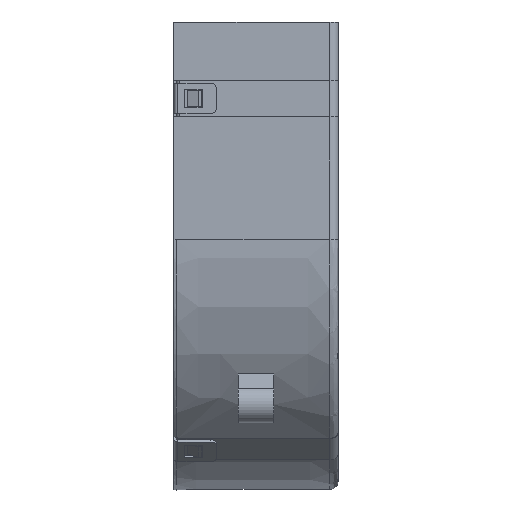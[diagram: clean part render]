
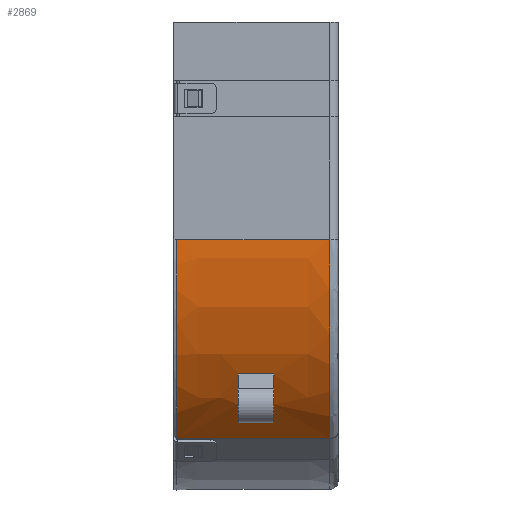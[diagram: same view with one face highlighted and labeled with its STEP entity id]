
A CAD part, left-side view. The second image highlights one B-rep face of the part: STEP entity #2869.
In plain terms, the highlighted face is a extrusion surface.
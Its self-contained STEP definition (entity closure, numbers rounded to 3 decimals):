
#23=CARTESIAN_POINT('',(-38.082,11.,-19.836));
#24=CARTESIAN_POINT('',(-37.334,11.,-21.215));
#25=CARTESIAN_POINT('',(-36.248,11.,-22.98));
#26=CARTESIAN_POINT('',(-35.028,11.,-24.65));
#27=CARTESIAN_POINT('',(-34.724,11.,-25.049));
#39=DIRECTION('',(0.,1.,0.));
#40=VECTOR('',#39,0.217);
#41=CARTESIAN_POINT('',(-29.277,27.283,-30.78));
#42=LINE('',#41,#40);
#43=CARTESIAN_POINT('',(-29.506,27.5,-30.587));
#44=CARTESIAN_POINT('',(-29.675,27.5,-30.443));
#45=CARTESIAN_POINT('',(-31.974,27.5,-28.447));
#46=CARTESIAN_POINT('',(-35.861,27.5,-24.01));
#47=CARTESIAN_POINT('',(-41.356,27.5,-14.051));
#48=CARTESIAN_POINT('',(-43.567,27.5,-4.543));
#49=CARTESIAN_POINT('',(-43.783,27.5,1.987));
#50=CARTESIAN_POINT('',(-43.783,27.5,3.024));
#52=CARTESIAN_POINT('',(-43.783,1.5,3.024));
#53=CARTESIAN_POINT('',(-43.783,1.5,1.987));
#54=CARTESIAN_POINT('',(-43.567,1.5,-4.543));
#55=CARTESIAN_POINT('',(-41.356,1.5,-14.051));
#56=CARTESIAN_POINT('',(-35.86,1.5,-24.01));
#57=CARTESIAN_POINT('',(-31.908,1.5,-28.523));
#58=CARTESIAN_POINT('',(-29.524,1.5,-30.573));
#59=CARTESIAN_POINT('',(-29.277,1.5,-30.78));
#61=DIRECTION('',(0.,1.,0.));
#62=VECTOR('',#61,25.783);
#63=CARTESIAN_POINT('',(-29.277,1.5,-30.78));
#64=LINE('',#63,#62);
#65=DIRECTION('',(0.,1.,0.));
#66=VECTOR('',#65,6.);
#67=CARTESIAN_POINT('',(-38.082,11.,-19.836));
#68=LINE('',#67,#66);
#69=DIRECTION('',(0.,-1.,0.));
#70=VECTOR('',#69,6.);
#71=CARTESIAN_POINT('',(-34.724,17.,-25.049));
#72=LINE('',#71,#70);
#114=CARTESIAN_POINT('',(-29.506,27.5,-30.587));
#115=CARTESIAN_POINT('',(-29.43,27.5,-30.651));
#116=CARTESIAN_POINT('',(-29.354,27.5,-30.716));
#117=CARTESIAN_POINT('',(-29.277,27.5,-30.78));
#379=DIRECTION('',(0.,1.,0.));
#380=VECTOR('',#379,26.);
#381=CARTESIAN_POINT('',(-43.783,1.5,3.024));
#382=LINE('',#381,#380);
#2209=CARTESIAN_POINT('',(-34.724,17.,-25.049));
#2210=CARTESIAN_POINT('',(-35.028,17.,-24.65));
#2211=CARTESIAN_POINT('',(-36.248,17.,-22.98));
#2212=CARTESIAN_POINT('',(-37.334,17.,-21.215));
#2213=CARTESIAN_POINT('',(-38.082,17.,-19.836));
#2469=CARTESIAN_POINT('',(-29.506,27.5,
-30.587));
#2470=VERTEX_POINT('',#2469);
#2471=VERTEX_POINT('',#117);
#2567=CARTESIAN_POINT('',(-43.783,1.5,3.024));
#2568=VERTEX_POINT('',#2567);
#2569=CARTESIAN_POINT('',(-43.783,27.5,3.024));
#2570=VERTEX_POINT('',#2569);
#2571=VERTEX_POINT('',#59);
#2572=CARTESIAN_POINT('',(-29.277,27.283,
-30.78));
#2573=VERTEX_POINT('',#2572);
#2574=VERTEX_POINT('',#23);
#2575=VERTEX_POINT('',#27);
#2576=CARTESIAN_POINT('',(-38.082,17.,-19.836));
#2577=VERTEX_POINT('',#2576);
#2578=VERTEX_POINT('',#2209);
#2833=CARTESIAN_POINT('',(-28.985,0.,-31.022));
#2834=CARTESIAN_POINT('',(-29.083,0.,-30.942));
#2835=CARTESIAN_POINT('',(-29.428,0.,-30.656));
#2836=CARTESIAN_POINT('',(-31.908,0.,-28.522));
#2837=CARTESIAN_POINT('',(-35.861,0.,-24.01));
#2838=CARTESIAN_POINT('',(-41.356,0.,-14.051));
#2839=CARTESIAN_POINT('',(-43.567,0.,-4.543));
#2840=CARTESIAN_POINT('',(-43.787,0.,2.114));
#2841=CARTESIAN_POINT('',(-43.782,0.,3.277));
#2842=CARTESIAN_POINT('',(-43.781,0.,3.403));
#2844=DIRECTION('',(0.,1.,0.));
#2845=VECTOR('',#2844,1.);
#2846=SURFACE_OF_LINEAR_EXTRUSION('',#2843,#2845);
#2848=ORIENTED_EDGE('',*,*,#2847,.T.);
#2850=ORIENTED_EDGE('',*,*,#2849,.F.);
#2852=ORIENTED_EDGE('',*,*,#2851,.T.);
#2854=ORIENTED_EDGE('',*,*,#2853,.F.);
#2856=ORIENTED_EDGE('',*,*,#2855,.T.);
#2858=ORIENTED_EDGE('',*,*,#2857,.T.);
#2859=EDGE_LOOP('',(#2848,#2850,#2852,#2854,#2856,#2858));
#2860=FACE_OUTER_BOUND('',#2859,.F.);
#2861=ORIENTED_EDGE('',*,*,#2808,.F.);
#2863=ORIENTED_EDGE('',*,*,#2862,.T.);
#2865=ORIENTED_EDGE('',*,*,#2864,.F.);
#2866=ORIENTED_EDGE('',*,*,#2823,.T.);
#2867=EDGE_LOOP('',(#2861,#2863,#2865,#2866));
#2868=FACE_BOUND('',#2867,.F.);
#2869=ADVANCED_FACE('',(#2860,#2868),#2846,.T.);
#28=B_SPLINE_CURVE_WITH_KNOTS('',3,(#23,#24,#25,#26,#27),.UNSPECIFIED.,.F.,.F.,(
4,1,4),(0.,0.757,1.),.UNSPECIFIED.);
#51=B_SPLINE_CURVE_WITH_KNOTS('',3,(#43,#44,#45,#46,#47,#48,#49,#50),
.UNSPECIFIED.,.F.,.F.,(4,1,1,1,1,4),(0.,0.018,0.242,
0.466,0.915,1.),.UNSPECIFIED.);
#60=B_SPLINE_CURVE_WITH_KNOTS('',3,(#52,#53,#54,#55,#56,#57,#58,#59),
.UNSPECIFIED.,.F.,.F.,(4,1,1,1,1,4),(0.,0.085,0.53,
0.752,0.975,1.),.UNSPECIFIED.);
#118=B_SPLINE_CURVE_WITH_KNOTS('',3,(#114,#115,#116,#117),.UNSPECIFIED.,.F.,.F.,
(4,4),(0.,1.),.UNSPECIFIED.);
#2214=B_SPLINE_CURVE_WITH_KNOTS('',3,(#2209,#2210,#2211,#2212,#2213),
.UNSPECIFIED.,.F.,.F.,(4,1,4),(0.,0.243,1.),.UNSPECIFIED.);
#2808=EDGE_CURVE('',#2574,#2575,#28,.T.);
#2823=EDGE_CURVE('',#2578,#2575,#72,.T.);
#2843=B_SPLINE_CURVE_WITH_KNOTS('',3,(#2833,#2834,#2835,#2836,#2837,#2838,#2839,
#2840,#2841,#2842),.UNSPECIFIED.,.F.,.F.,(4,1,1,1,1,1,1,4),(0.,
0.01,0.035,0.253,0.471,
0.907,0.99,1.),.UNSPECIFIED.);
#2847=EDGE_CURVE('',#2573,#2471,#42,.T.);
#2849=EDGE_CURVE('',#2470,#2471,#118,.T.);
#2851=EDGE_CURVE('',#2470,#2570,#51,.T.);
#2853=EDGE_CURVE('',#2568,#2570,#382,.T.);
#2855=EDGE_CURVE('',#2568,#2571,#60,.T.);
#2857=EDGE_CURVE('',#2571,#2573,#64,.T.);
#2862=EDGE_CURVE('',#2574,#2577,#68,.T.);
#2864=EDGE_CURVE('',#2578,#2577,#2214,.T.);
